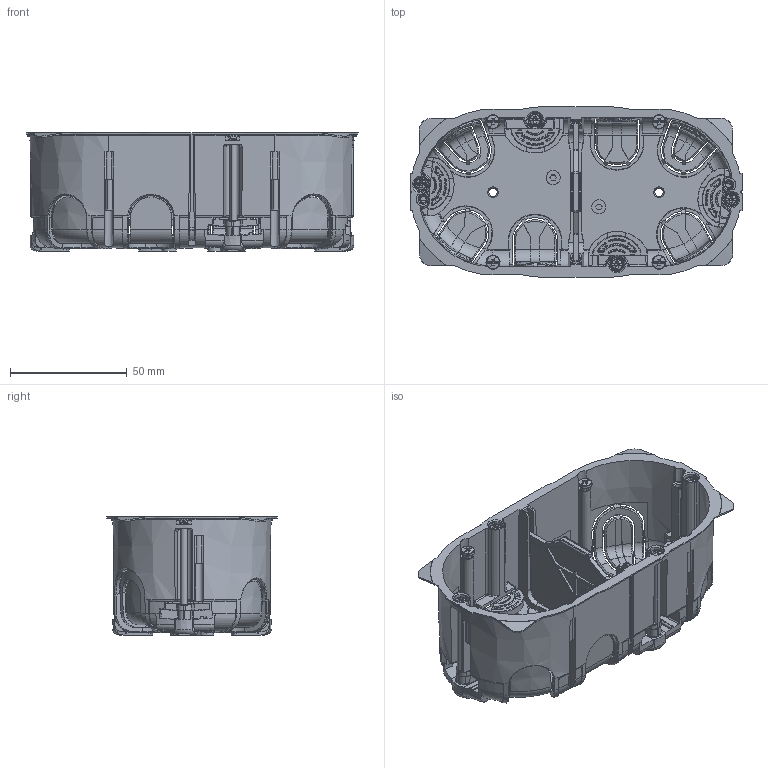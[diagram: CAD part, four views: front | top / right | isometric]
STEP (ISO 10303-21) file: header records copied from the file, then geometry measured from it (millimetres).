
FILE_DESCRIPTION(('CATIA V5 STEP Exchange','CAx-IF Rec.Pracs.--- Model Styling and Organization---1.4--- 2014-01-23'),'2;1');
FILE_NAME('080052 _AllCATPart.stp','2021-04-27T07:52:08+00:00',('none'),('none'),'CATIA Version 5-6 Release 2017 SP5','CATIA V5 STEP AP214','none');
FILE_SCHEMA(('AUTOMOTIVE_DESIGN { 1 0 10303 214 1 1 1 1 }'));
Products named in the file (1): 080052 _AllCATPart
Bounding box: 142 x 72.8 x 50.6 mm (x, y, z)
Volume: 50481.3 mm3; surface area: 71534.8 mm2
Topology: 10 solids, 10 shells, 9698 faces, 28240 edges, 18503 vertices
Faces by surface type: plane 7482, bspline 833, cylinder 606, cone 516, torus 197, sphere 52, extrusion 8, revolution 4
Entity records: 356810 total; most frequent: CARTESIAN_POINT 116443, ORIENTED_EDGE 56312, DIRECTION 39464, EDGE_CURVE 28156, VECTOR 21630, LINE 21622, VERTEX_POINT 18503, EDGE_LOOP 9847
